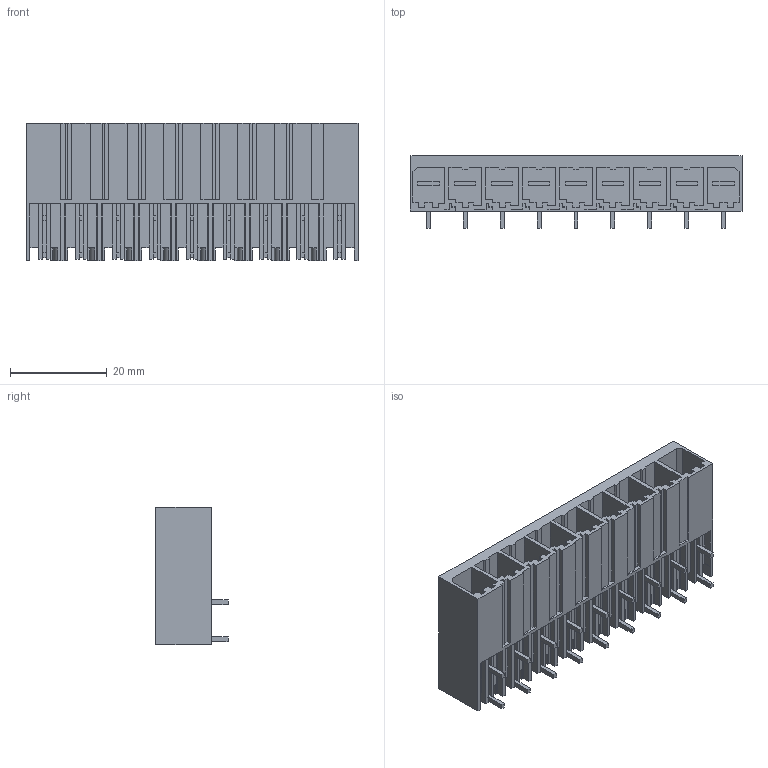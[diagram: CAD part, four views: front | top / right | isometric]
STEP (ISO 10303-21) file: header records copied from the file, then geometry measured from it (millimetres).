
FILE_DESCRIPTION(('CATIA V5 STEP','CAx-IF Rec.Pracs.--- Model Styling and Organization---1.2---2011-12-15'),'2;1');
FILE_NAME ('D1459438_0_1931330000_1931330000.stp','2016-11-17T07:27:13+00:00',('none'),('Weidmueller'),'CATIA Version 5-6 Release 2014','CATIA V5 STEP AP214','none');
FILE_SCHEMA(('AUTOMOTIVE_DESIGN { 1 0 10303 214 1 1 1 1 }'));
Length unit declared in the file: millimetre
Products named in the file (1): 1931330000_S
Bounding box: 68.58 x 14.9 x 28.3 mm (x, y, z)
Volume: 10906.7 mm3; surface area: 17066.3 mm2
Topology: 10 solids, 10 shells, 764 faces, 2285 edges, 1542 vertices
Faces by surface type: plane 716, cylinder 48
Entity records: 23377 total; most frequent: ORIENTED_EDGE 4570, CARTESIAN_POINT 4210, DIRECTION 3046, EDGE_CURVE 2285, VECTOR 2156, LINE 2156, VERTEX_POINT 1542, EDGE_LOOP 783
